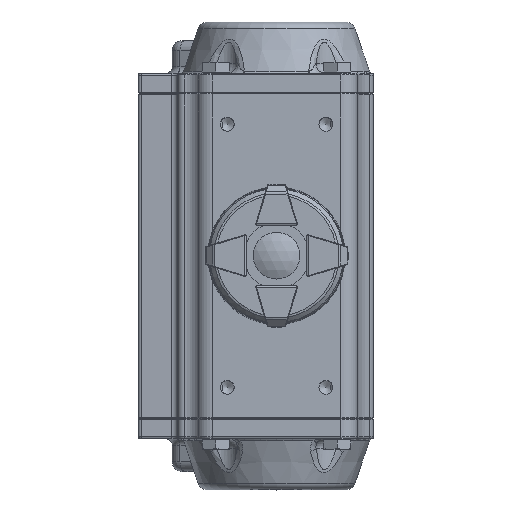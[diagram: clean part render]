
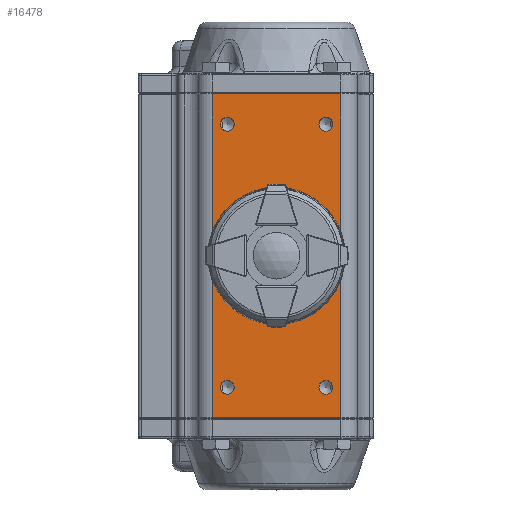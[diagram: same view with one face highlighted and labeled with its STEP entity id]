
A CAD part, top view. The second image highlights one B-rep face of the part: STEP entity #16478.
In plain terms, the highlighted face is planar.
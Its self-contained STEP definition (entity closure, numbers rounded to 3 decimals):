
#1701=LINE('',#28875,#2843);
#1702=LINE('',#28879,#2844);
#1762=LINE('',#29017,#2904);
#1763=LINE('',#29018,#2905);
#2843=VECTOR('',#22427,1000.);
#2844=VECTOR('',#22432,1000.);
#2904=VECTOR('',#22560,1000.);
#2905=VECTOR('',#22561,1000.);
#5437=ORIENTED_EDGE('',*,*,#9331,.F.);
#5438=ORIENTED_EDGE('',*,*,#9401,.T.);
#5439=ORIENTED_EDGE('',*,*,#9333,.T.);
#5440=ORIENTED_EDGE('',*,*,#9402,.T.);
#5441=ORIENTED_EDGE('',*,*,#9127,.F.);
#5442=ORIENTED_EDGE('',*,*,#9115,.F.);
#5443=ORIENTED_EDGE('',*,*,#9119,.F.);
#5444=ORIENTED_EDGE('',*,*,#9123,.F.);
#5445=ORIENTED_EDGE('',*,*,#9035,.F.);
#9035=EDGE_CURVE('',#11242,#11242,#12491,.T.);
#9115=EDGE_CURVE('',#11321,#11321,#12534,.T.);
#9119=EDGE_CURVE('',#11325,#11325,#12536,.T.);
#9123=EDGE_CURVE('',#11329,#11329,#12538,.T.);
#9127=EDGE_CURVE('',#11333,#11333,#12540,.T.);
#9331=EDGE_CURVE('',#11467,#11468,#1701,.T.);
#9333=EDGE_CURVE('',#11469,#11470,#1702,.T.);
#9401=EDGE_CURVE('',#11467,#11469,#1762,.T.);
#9402=EDGE_CURVE('',#11470,#11468,#1763,.T.);
#11242=VERTEX_POINT('',#27853);
#11321=VERTEX_POINT('',#28247);
#11325=VERTEX_POINT('',#28267);
#11329=VERTEX_POINT('',#28287);
#11333=VERTEX_POINT('',#28307);
#11467=VERTEX_POINT('',#28874);
#11468=VERTEX_POINT('',#28876);
#11469=VERTEX_POINT('',#28880);
#11470=VERTEX_POINT('',#28881);
#12491=CIRCLE('',#19099,11.75);
#12534=CIRCLE('',#19156,2.1);
#12536=CIRCLE('',#19160,2.1);
#12538=CIRCLE('',#19164,2.1);
#12540=CIRCLE('',#19168,2.1);
#13640=EDGE_LOOP('',(#5437,#5438,#5439,#5440));
#13641=EDGE_LOOP('',(#5441));
#13642=EDGE_LOOP('',(#5442));
#13643=EDGE_LOOP('',(#5443));
#13644=EDGE_LOOP('',(#5444));
#13645=EDGE_LOOP('',(#5445));
#14895=FACE_BOUND('',#13640,.T.);
#14896=FACE_BOUND('',#13641,.T.);
#14897=FACE_BOUND('',#13642,.T.);
#14898=FACE_BOUND('',#13643,.T.);
#14899=FACE_BOUND('',#13644,.T.);
#14900=FACE_BOUND('',#13645,.T.);
#15855=PLANE('',#19345);
#16478=ADVANCED_FACE('',(#14895,#14896,#14897,#14898,#14899,#14900),#15855,
 .T.);
#19099=AXIS2_PLACEMENT_3D('',#27852,#21889,#21890);
#19156=AXIS2_PLACEMENT_3D('',#28246,#22026,#22027);
#19160=AXIS2_PLACEMENT_3D('',#28266,#22034,#22035);
#19164=AXIS2_PLACEMENT_3D('',#28286,#22042,#22043);
#19168=AXIS2_PLACEMENT_3D('',#28306,#22050,#22051);
#19345=AXIS2_PLACEMENT_3D('',#29016,#22558,#22559);
#21889=DIRECTION('',(0.,1.,0.));
#21890=DIRECTION('',(0.,0.,1.));
#22026=DIRECTION('',(0.,1.,0.));
#22027=DIRECTION('',(0.,0.,1.));
#22034=DIRECTION('',(0.,1.,0.));
#22035=DIRECTION('',(0.,0.,1.));
#22042=DIRECTION('',(0.,1.,0.));
#22043=DIRECTION('',(0.,0.,1.));
#22050=DIRECTION('',(0.,1.,0.));
#22051=DIRECTION('',(0.,0.,1.));
#22427=DIRECTION('',(0.,0.,-1.));
#22432=DIRECTION('',(0.,0.,-1.));
#22558=DIRECTION('',(0.,1.,0.));
#22559=DIRECTION('',(1.,0.,0.));
#22560=DIRECTION('',(1.,0.,0.));
#22561=DIRECTION('',(-1.,0.,0.));
#27852=CARTESIAN_POINT('',(0.,36.5,0.));
#27853=CARTESIAN_POINT('',(0.,36.5,11.75));
#28246=CARTESIAN_POINT('',(15.,36.5,-40.));
#28247=CARTESIAN_POINT('',(15.,36.5,-37.9));
#28266=CARTESIAN_POINT('',(-15.,36.5,40.));
#28267=CARTESIAN_POINT('',(-15.,36.5,42.1));
#28286=CARTESIAN_POINT('',(15.,36.5,40.));
#28287=CARTESIAN_POINT('',(15.,36.5,42.1));
#28306=CARTESIAN_POINT('',(-15.,36.5,-40.));
#28307=CARTESIAN_POINT('',(-15.,36.5,-37.9));
#28874=CARTESIAN_POINT('',(-19.5,36.5,49.2));
#28875=CARTESIAN_POINT('',(-19.5,36.5,49.5));
#28876=CARTESIAN_POINT('',(-19.5,36.5,-49.2));
#28879=CARTESIAN_POINT('',(19.5,36.5,49.5));
#28880=CARTESIAN_POINT('',(19.5,36.5,49.2));
#28881=CARTESIAN_POINT('',(19.5,36.5,-49.2));
#29016=CARTESIAN_POINT('',(-19.5,36.5,49.5));
#29017=CARTESIAN_POINT('',(-19.5,36.5,49.2));
#29018=CARTESIAN_POINT('',(-19.5,36.5,-49.2));
